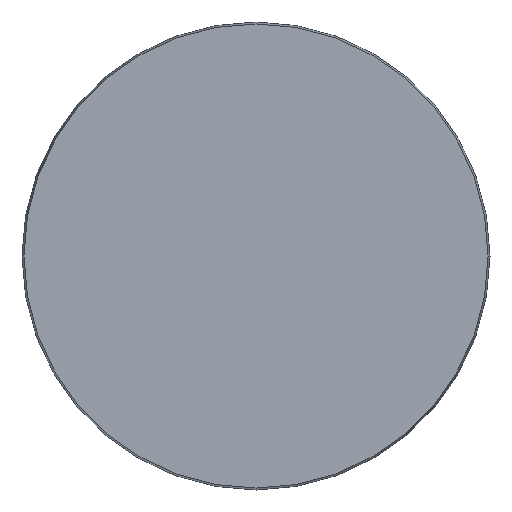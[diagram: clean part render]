
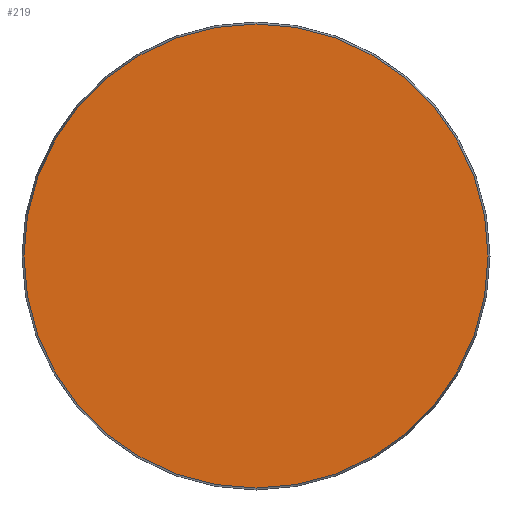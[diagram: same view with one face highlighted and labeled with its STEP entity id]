
A CAD part, front view. The second image highlights one B-rep face of the part: STEP entity #219.
In plain terms, the highlighted planar face has unit normal (0, -1, 0).
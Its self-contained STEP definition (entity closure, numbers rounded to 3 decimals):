
#16 = VERTEX_POINT ( 'NONE', #254 ) ;
#32 = EDGE_LOOP ( 'NONE', ( #510 ) ) ;
#64 = DIRECTION ( 'NONE',  ( 0., 1., 0. ) ) ;
#68 = PLANE ( 'NONE',  #688 ) ;
#130 = FACE_OUTER_BOUND ( 'NONE', #32, .T. ) ;
#144 = CARTESIAN_POINT ( 'NONE',  ( 0., 0., 0. ) ) ;
#149 = DIRECTION ( 'NONE',  ( 0., -1., 0. ) ) ;
#219 = ADVANCED_FACE ( 'NONE', ( #130 ), #68, .F. ) ;
#220 = EDGE_CURVE ( 'NONE', #16, #16, #628, .T. ) ;
#254 = CARTESIAN_POINT ( 'NONE',  ( 0., 0., -68.425 ) ) ;
#318 = CARTESIAN_POINT ( 'NONE',  ( -68.425, 0., 0. ) ) ;
#328 = AXIS2_PLACEMENT_3D ( 'NONE', #144, #149, #507 ) ;
#507 = DIRECTION ( 'NONE',  ( 0., 0., -1. ) ) ;
#510 = ORIENTED_EDGE ( 'NONE', *, *, #220, .T. ) ;
#571 = DIRECTION ( 'NONE',  ( 0., 0., 1. ) ) ;
#628 = CIRCLE ( 'NONE', #328, 68.425 ) ;
#688 = AXIS2_PLACEMENT_3D ( 'NONE', #318, #64, #571 ) ;
